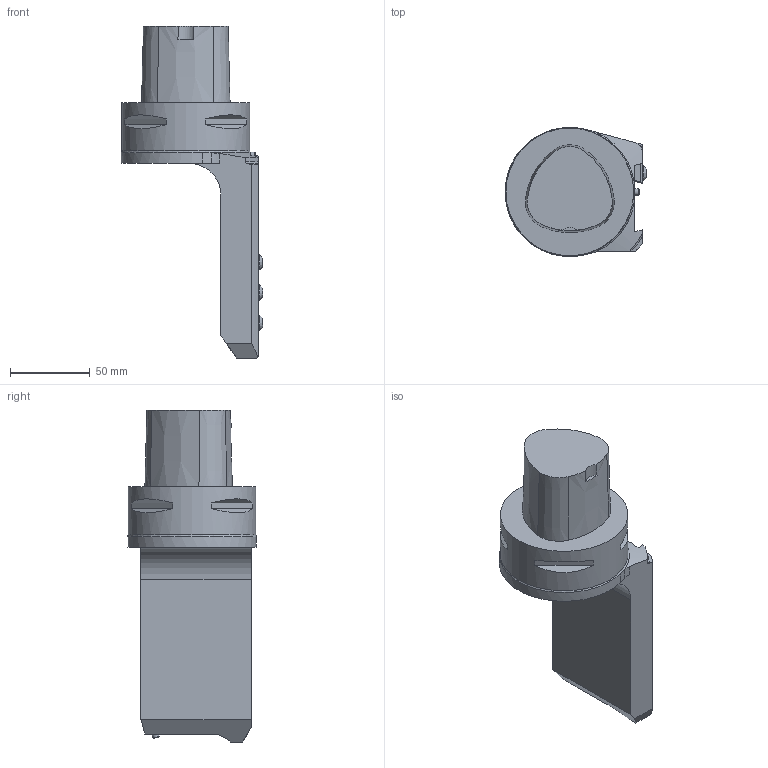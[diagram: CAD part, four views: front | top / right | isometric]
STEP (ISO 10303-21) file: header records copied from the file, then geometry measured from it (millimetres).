
FILE_DESCRIPTION(/* description */ (''),/* implementation_level */ '2;1');
FILE_NAME(/* name */ '1524469385636.stp',/* time_stamp */ '2018-04-23T09:43:15+02:00',/* author */ (''),/* organization */ ('SMS'),/* preprocessor_version */ 'ST-DEVELOPER v15',/* originating_system */ 'SIEMENS PLM Software NX 8.5',/* authorisation */ '');
FILE_SCHEMA (('AUTOMOTIVE_DESIGN { 1 0 10303 214 3 1 1 1 }'));
Length unit declared in the file: millimetre
Products named in the file (1): 112030680mod000_00
Bounding box: 88.75 x 80.79 x 208 mm (x, y, z)
Volume: 471538.4 mm3; surface area: 51504.4 mm2
Topology: 1 solids, 1 shells, 83 faces, 210 edges, 141 vertices
Faces by surface type: plane 50, cylinder 15, cone 12, torus 3, bspline 3
Full cylindrical faces by diameter (mm): 4 x2, 9.5 x3, 80 x1
Entity records: 2647 total; most frequent: CARTESIAN_POINT 655, DIRECTION 398, ORIENTED_EDGE 390, EDGE_CURVE 195, AXIS2_PLACEMENT_3D 148, VERTEX_POINT 135, EDGE_LOOP 104, LINE 102
